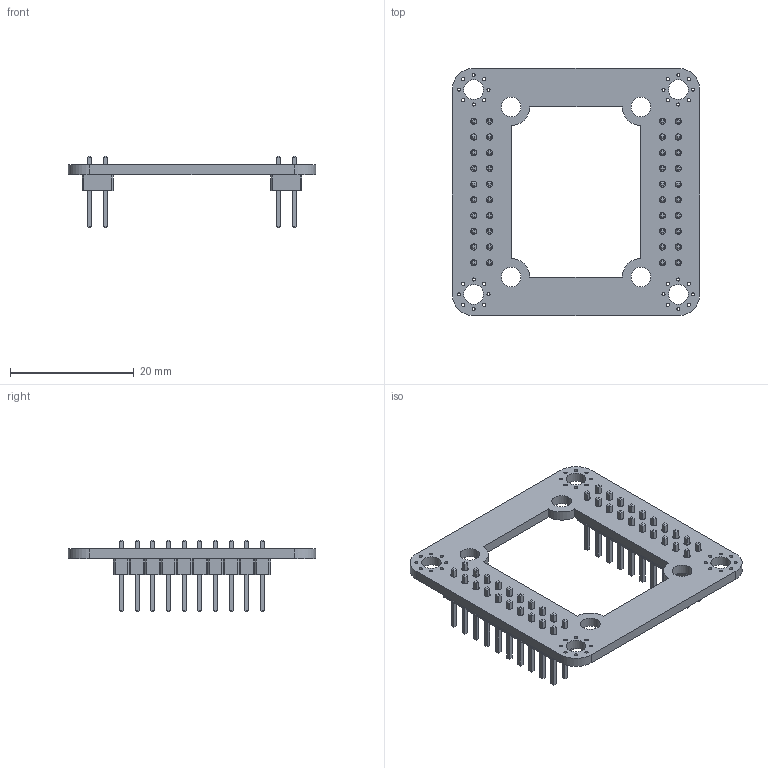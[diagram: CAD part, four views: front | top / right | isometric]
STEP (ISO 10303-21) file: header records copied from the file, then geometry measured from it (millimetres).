
FILE_DESCRIPTION(('KiCad electronic assembly'),'2;1');
FILE_NAME('LCD_0.96ST7735.step','2023-03-05T19:59:09',('Pcbnew'),( 'Kicad'),'Open CASCADE STEP processor 7.5','KiCad to STEP converter' ,'Unknown');
FILE_SCHEMA(('AUTOMOTIVE_DESIGN { 1 0 10303 214 1 1 1 1 }'));
Length unit declared in the file: millimetre
Products named in the file (4): LCD_0.96ST7735 1; PinHeader_2x10_P2.54mm_Vertical; SOLID; LCD_0.96ST7735 PCB
Assembly tree (4 placements, depth 3):
  LCD_0.96ST7735 1
    PinHeader_2x10_P2.54mm_Vertical  x2
      SOLID
    LCD_0.96ST7735 PCB
Bounding box: 40 x 40 x 11.54 mm (x, y, z)
Volume: 2295.8 mm3; surface area: 4416.6 mm2
Topology: 3 solids, 3 shells, 946 faces, 2260 edges, 1400 vertices
Faces by surface type: bspline 848, cylinder 88, plane 10
Full cylindrical faces by diameter (mm): 0.5 x32, 1 x40, 3.2 x8
Entity records: 31942 total; most frequent: CARTESIAN_POINT 9375, B_SPLINE_CURVE_WITH_KNOTS 2958, ORIENTED_EDGE 2548, PCURVE 2548, DEFINITIONAL_REPRESENTATION 2548, EDGE_CURVE 1274, DIRECTION 1246, SURFACE_CURVE 1194
